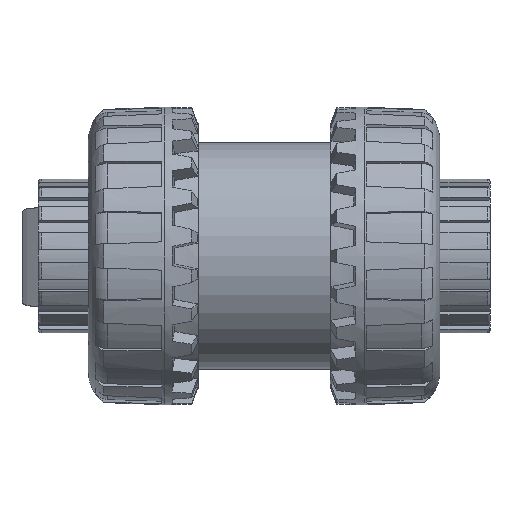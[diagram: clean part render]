
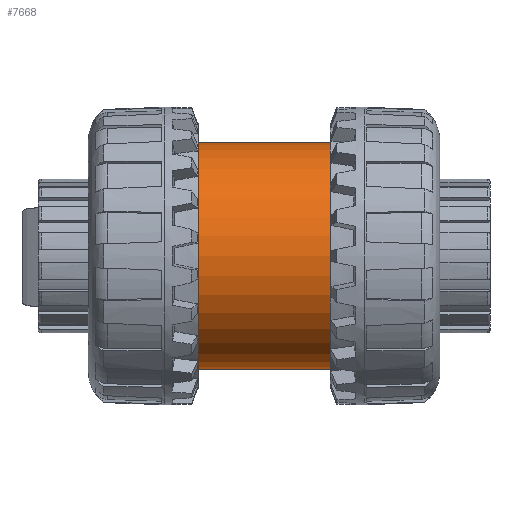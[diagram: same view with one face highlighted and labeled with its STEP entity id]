
A CAD part, front view. The second image highlights one B-rep face of the part: STEP entity #7668.
In plain terms, the highlighted cylindrical face has radius 20.55 mm (diameter 41.1 mm), a full revolution.
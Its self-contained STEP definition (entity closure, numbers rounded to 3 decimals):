
#1533=B_SPLINE_CURVE_WITH_KNOTS('',3,(#11485,#11486,#11487,#11488,#11489,
#11490,#11491,#11492,#11493,#11494,#11495,#11496,#11497,#11498,#11499,#11500,
#11501,#11502,#11503,#11504,#11505,#11506,#11507,#11508,#11509,#11510,#11511,
#11512,#11513,#11514,#11515,#11516,#11517,#11518,#11519,#11520,#11521,#11522,
#11523,#11524,#11525,#11526,#11527,#11528,#11529,#11530,#11531,#11532,#11533,
#11534,#11535,#11536,#11537,#11538,#11539,#11540,#11541,#11542,#11543,#11544,
#11545,#11546,#11547,#11548,#11549,#11550,#11551,#11552,#11553,#11554,#11555,
#11556,#11557,#11558,#11559,#11560,#11561,#11562,#11563,#11564,#11565,#11566,
#11567,#11568,#11569,#11570,#11571,#11572,#11573,#11574,#11575,#11576,#11577,
#11578),.UNSPECIFIED.,.T.,.F.,(4,3,3,3,3,3,3,3,3,3,3,3,3,3,3,3,3,3,3,3,
3,3,3,3,3,3,3,3,3,3,3,4),(0.,0.265,0.56,0.717,
0.834,1.121,1.392,1.521,1.626,
1.893,2.159,2.272,2.365,2.659,
2.877,3.024,3.148,3.419,3.715,
3.829,3.929,4.21,4.453,4.59,
4.689,4.962,5.257,5.363,5.465,
5.76,6.025,6.143),.UNSPECIFIED.);
#1667=FACE_BOUND('',#2148,.T.);
#1668=FACE_BOUND('',#2149,.T.);
#1702=FACE_OUTER_BOUND('',#2147,.T.);
#2147=EDGE_LOOP('',(#5103));
#2148=EDGE_LOOP('',(#5104));
#2149=EDGE_LOOP('',(#5105));
#2619=CIRCLE('',#8119,20.55);
#2620=CIRCLE('',#8121,20.55);
#3025=VERTEX_POINT('',#11484);
#3026=VERTEX_POINT('',#11581);
#3027=VERTEX_POINT('',#11584);
#3860=EDGE_CURVE('',#3025,#3025,#1533,.T.);
#3861=EDGE_CURVE('',#3026,#3026,#2619,.T.);
#3862=EDGE_CURVE('',#3027,#3027,#2620,.T.);
#5103=ORIENTED_EDGE('',*,*,#3861,.F.);
#5104=ORIENTED_EDGE('',*,*,#3860,.T.);
#5105=ORIENTED_EDGE('',*,*,#3862,.F.);
#7576=CYLINDRICAL_SURFACE('',#8120,20.55);
#7668=ADVANCED_FACE('',(#1702,#1667,#1668),#7576,.T.);
#8119=AXIS2_PLACEMENT_3D('',#11582,#9110,#9111);
#8120=AXIS2_PLACEMENT_3D('',#11583,#9112,#9113);
#8121=AXIS2_PLACEMENT_3D('',#11585,#9114,#9115);
#9110=DIRECTION('center_axis',(-1.,0.,0.));
#9111=DIRECTION('ref_axis',(0.,-1.,0.));
#9112=DIRECTION('center_axis',(1.,0.,0.));
#9113=DIRECTION('ref_axis',(0.,-1.,0.));
#9114=DIRECTION('center_axis',(1.,0.,0.));
#9115=DIRECTION('ref_axis',(0.,-1.,0.));
#11484=CARTESIAN_POINT('',(0.,17.953,10.));
#11485=CARTESIAN_POINT('Ctrl Pts',(0.,17.953,
10.));
#11486=CARTESIAN_POINT('Ctrl Pts',(-0.885,17.953,
10.));
#11487=CARTESIAN_POINT('Ctrl Pts',(-1.803,18.022,9.879));
#11488=CARTESIAN_POINT('Ctrl Pts',(-2.689,18.153,9.632));
#11489=CARTESIAN_POINT('Ctrl Pts',(-3.672,18.299,9.357));
#11490=CARTESIAN_POINT('Ctrl Pts',(-4.615,18.519,8.928));
#11491=CARTESIAN_POINT('Ctrl Pts',(-5.455,18.763,8.381));
#11492=CARTESIAN_POINT('Ctrl Pts',(-5.903,18.894,8.089));
#11493=CARTESIAN_POINT('Ctrl Pts',(-6.323,19.03,7.765));
#11494=CARTESIAN_POINT('Ctrl Pts',(-6.706,19.164,7.418));
#11495=CARTESIAN_POINT('Ctrl Pts',(-6.989,19.264,7.162));
#11496=CARTESIAN_POINT('Ctrl Pts',(-7.252,19.361,6.896));
#11497=CARTESIAN_POINT('Ctrl Pts',(-7.506,19.459,6.608));
#11498=CARTESIAN_POINT('Ctrl Pts',(-8.133,19.7,5.896));
#11499=CARTESIAN_POINT('Ctrl Pts',(-8.683,19.939,5.06));
#11500=CARTESIAN_POINT('Ctrl Pts',(-9.097,20.126,4.153));
#11501=CARTESIAN_POINT('Ctrl Pts',(-9.487,20.302,3.298));
#11502=CARTESIAN_POINT('Ctrl Pts',(-9.758,20.433,2.378));
#11503=CARTESIAN_POINT('Ctrl Pts',(-9.894,20.498,1.455));
#11504=CARTESIAN_POINT('Ctrl Pts',(-9.958,20.53,1.016));
#11505=CARTESIAN_POINT('Ctrl Pts',(-9.993,20.546,0.578));
#11506=CARTESIAN_POINT('Ctrl Pts',(-9.999,20.549,0.146));
#11507=CARTESIAN_POINT('Ctrl Pts',(-10.004,20.552,-0.205));
#11508=CARTESIAN_POINT('Ctrl Pts',(-9.991,20.546,-0.557));
#11509=CARTESIAN_POINT('Ctrl Pts',(-9.958,20.53,-0.913));
#11510=CARTESIAN_POINT('Ctrl Pts',(-9.875,20.489,-1.82));
#11511=CARTESIAN_POINT('Ctrl Pts',(-9.662,20.386,-2.74));
#11512=CARTESIAN_POINT('Ctrl Pts',(-9.327,20.231,-3.607));
#11513=CARTESIAN_POINT('Ctrl Pts',(-8.994,20.077,-4.468));
#11514=CARTESIAN_POINT('Ctrl Pts',(-8.54,19.874,-5.28));
#11515=CARTESIAN_POINT('Ctrl Pts',(-8.003,19.656,-5.996));
#11516=CARTESIAN_POINT('Ctrl Pts',(-7.775,19.563,-6.3));
#11517=CARTESIAN_POINT('Ctrl Pts',(-7.532,19.467,-6.588));
#11518=CARTESIAN_POINT('Ctrl Pts',(-7.28,19.373,-6.856));
#11519=CARTESIAN_POINT('Ctrl Pts',(-7.071,19.294,-7.077));
#11520=CARTESIAN_POINT('Ctrl Pts',(-6.856,19.216,-7.286));
#11521=CARTESIAN_POINT('Ctrl Pts',(-6.626,19.137,-7.489));
#11522=CARTESIAN_POINT('Ctrl Pts',(-5.9,18.885,-8.132));
#11523=CARTESIAN_POINT('Ctrl Pts',(-5.046,18.627,-8.693));
#11524=CARTESIAN_POINT('Ctrl Pts',(-4.119,18.419,-9.112));
#11525=CARTESIAN_POINT('Ctrl Pts',(-3.433,18.266,-9.422));
#11526=CARTESIAN_POINT('Ctrl Pts',(-2.707,18.141,-9.656));
#11527=CARTESIAN_POINT('Ctrl Pts',(-1.97,18.061,-9.804));
#11528=CARTESIAN_POINT('Ctrl Pts',(-1.471,18.006,-9.904));
#11529=CARTESIAN_POINT('Ctrl Pts',(-0.968,17.972,-9.965));
#11530=CARTESIAN_POINT('Ctrl Pts',(-0.472,17.959,
-9.989));
#11531=CARTESIAN_POINT('Ctrl Pts',(-0.055,17.948,
-10.009));
#11532=CARTESIAN_POINT('Ctrl Pts',(0.357,17.951,-10.002));
#11533=CARTESIAN_POINT('Ctrl Pts',(0.776,17.97,-9.97));
#11534=CARTESIAN_POINT('Ctrl Pts',(1.693,18.009,-9.898));
#11535=CARTESIAN_POINT('Ctrl Pts',(2.625,18.123,-9.695));
#11536=CARTESIAN_POINT('Ctrl Pts',(3.505,18.292,-9.366));
#11537=CARTESIAN_POINT('Ctrl Pts',(4.466,18.476,-9.006));
#11538=CARTESIAN_POINT('Ctrl Pts',(5.366,18.723,-8.496));
#11539=CARTESIAN_POINT('Ctrl Pts',(6.148,18.976,-7.887));
#11540=CARTESIAN_POINT('Ctrl Pts',(6.448,19.073,-7.653));
#11541=CARTESIAN_POINT('Ctrl Pts',(6.73,19.171,-7.406));
#11542=CARTESIAN_POINT('Ctrl Pts',(6.993,19.267,-7.148));
#11543=CARTESIAN_POINT('Ctrl Pts',(7.224,19.351,-6.922));
#11544=CARTESIAN_POINT('Ctrl Pts',(7.446,19.435,-6.684));
#11545=CARTESIAN_POINT('Ctrl Pts',(7.659,19.518,-6.43));
#11546=CARTESIAN_POINT('Ctrl Pts',(8.261,19.754,-5.713));
#11547=CARTESIAN_POINT('Ctrl Pts',(8.783,19.983,-4.881));
#11548=CARTESIAN_POINT('Ctrl Pts',(9.172,20.16,-3.984));
#11549=CARTESIAN_POINT('Ctrl Pts',(9.507,20.313,-3.213));
#11550=CARTESIAN_POINT('Ctrl Pts',(9.745,20.427,-2.392));
#11551=CARTESIAN_POINT('Ctrl Pts',(9.876,20.49,-1.568));
#11552=CARTESIAN_POINT('Ctrl Pts',(9.951,20.526,-1.099));
#11553=CARTESIAN_POINT('Ctrl Pts',(9.991,20.546,-0.629));
#11554=CARTESIAN_POINT('Ctrl Pts',(9.999,20.549,-0.168));
#11555=CARTESIAN_POINT('Ctrl Pts',(10.004,20.552,0.162));
#11556=CARTESIAN_POINT('Ctrl Pts',(9.994,20.547,0.491));
#11557=CARTESIAN_POINT('Ctrl Pts',(9.966,20.533,0.824));
#11558=CARTESIAN_POINT('Ctrl Pts',(9.889,20.496,1.749));
#11559=CARTESIAN_POINT('Ctrl Pts',(9.678,20.393,2.69));
#11560=CARTESIAN_POINT('Ctrl Pts',(9.339,20.237,3.576));
#11561=CARTESIAN_POINT('Ctrl Pts',(8.972,20.067,4.535));
#11562=CARTESIAN_POINT('Ctrl Pts',(8.454,19.836,5.432));
#11563=CARTESIAN_POINT('Ctrl Pts',(7.84,19.59,6.208));
#11564=CARTESIAN_POINT('Ctrl Pts',(7.619,19.501,6.487));
#11565=CARTESIAN_POINT('Ctrl Pts',(7.385,19.411,6.751));
#11566=CARTESIAN_POINT('Ctrl Pts',(7.144,19.322,6.997));
#11567=CARTESIAN_POINT('Ctrl Pts',(6.915,19.237,7.232));
#11568=CARTESIAN_POINT('Ctrl Pts',(6.673,19.151,7.456));
#11569=CARTESIAN_POINT('Ctrl Pts',(6.415,19.065,7.671));
#11570=CARTESIAN_POINT('Ctrl Pts',(5.663,18.812,8.3));
#11571=CARTESIAN_POINT('Ctrl Pts',(4.787,18.557,8.839));
#11572=CARTESIAN_POINT('Ctrl Pts',(3.844,18.36,9.232));
#11573=CARTESIAN_POINT('Ctrl Pts',(2.996,18.182,9.585));
#11574=CARTESIAN_POINT('Ctrl Pts',(2.092,18.052,9.821));
#11575=CARTESIAN_POINT('Ctrl Pts',(1.19,17.992,9.929));
#11576=CARTESIAN_POINT('Ctrl Pts',(0.791,17.966,9.977));
#11577=CARTESIAN_POINT('Ctrl Pts',(0.392,17.953,10.));
#11578=CARTESIAN_POINT('Ctrl Pts',(0.,17.953,
10.));
#11581=CARTESIAN_POINT('',(-22.,20.55,0.));
#11582=CARTESIAN_POINT('Origin',(-22.,0.,0.));
#11583=CARTESIAN_POINT('Origin',(0.,0.,0.));
#11584=CARTESIAN_POINT('',(22.,20.55,0.));
#11585=CARTESIAN_POINT('Origin',(22.,0.,0.));
